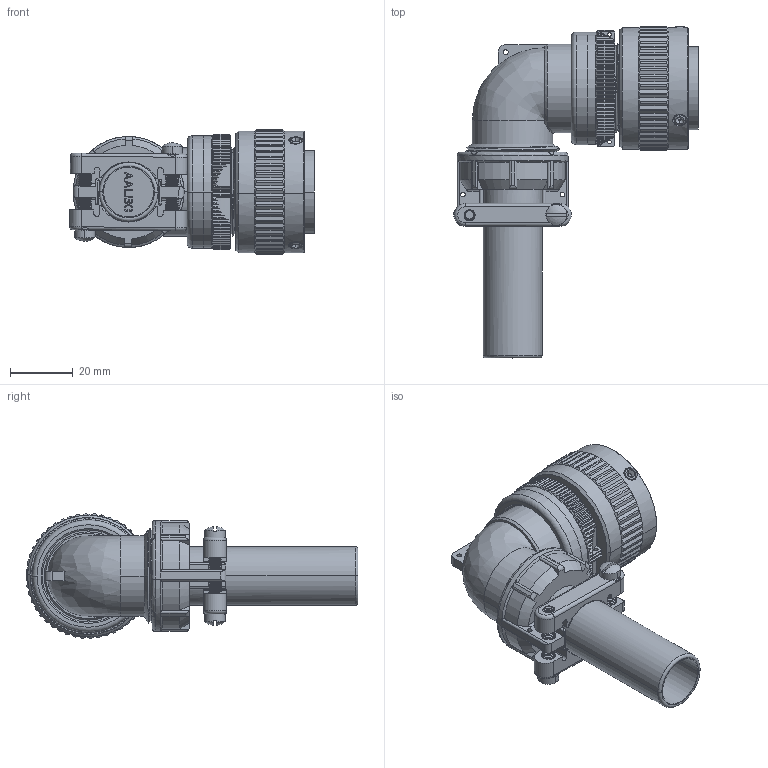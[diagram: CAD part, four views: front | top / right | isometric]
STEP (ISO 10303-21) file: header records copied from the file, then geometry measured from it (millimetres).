
FILE_DESCRIPTION((''),'2;1');
FILE_NAME('VG95234E-20_SW0001','2023-03-23T13:19:43',('paultorloting'),('NET AG system integration'),'CREO PARAMETRIC BY PTC INC, 2021404','CREO PARAMETRIC BY PTC INC, 2021404','');
FILE_SCHEMA(('AUTOMOTIVE_DESIGN { 1 0 10303 214 1 1 1 1 }'));
Products named in the file (1): VG95234E-20_SW0001
Bounding box: 77.95 x 105.89 x 39.79 mm (x, y, z)
Volume: 61890 mm3; surface area: 30661.9 mm2
Topology: 1 solids, 1 shells, 1509 faces, 4102 edges, 2620 vertices
Faces by surface type: plane 695, cylinder 436, cone 263, bspline 75, torus 36, sphere 4
Entity records: 98225 total; most frequent: CARTESIAN_POINT 53664, ORIENTED_EDGE 8192, DIRECTION 6393, EDGE_CURVE 4096, VERTEX_POINT 2620, AXIS2_PLACEMENT_3D 2255, VECTOR 1880, LINE 1880
